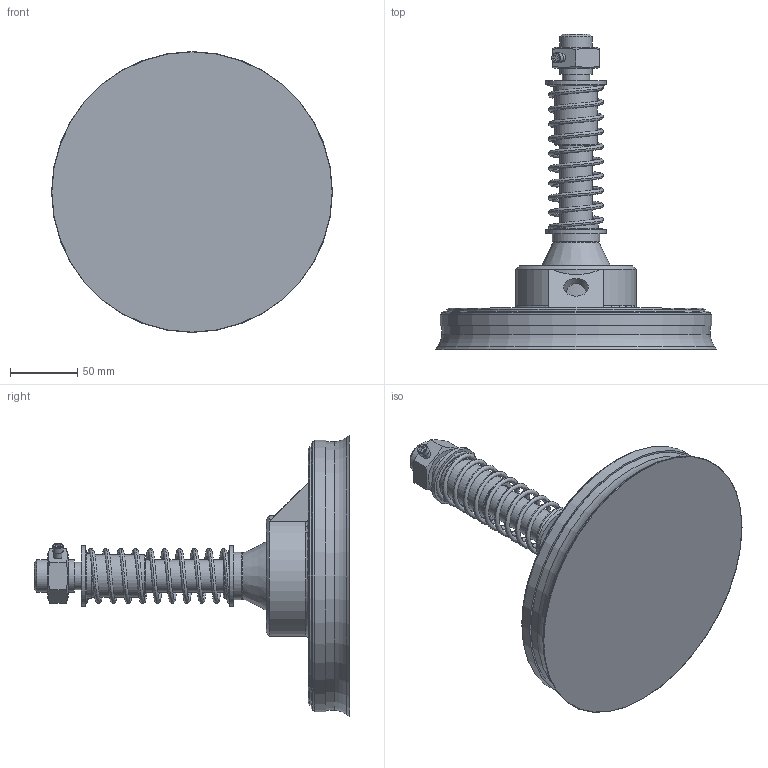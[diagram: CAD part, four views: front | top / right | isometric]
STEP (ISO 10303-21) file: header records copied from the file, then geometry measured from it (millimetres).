
FILE_DESCRIPTION(/* description */ (''),/* implementation_level */ '2;1');
FILE_NAME(/* name */ 'vpdcm60200sh30sb.stp',/* time_stamp */ '2025-11-25T08:54:02+01:00',/* author */ ('enginyeria4'),/* organization */ (''),/* preprocessor_version */ 'ST-DEVELOPER v20',/* originating_system */ 'Autodesk Inventor 2024',/* authorisation */ '');
FILE_SCHEMA (('AUTOMOTIVE_DESIGN { 1 0 10303 214 3 1 1 }'));
Length unit declared in the file: millimetre
Products named in the file (1): Pieza1
Bounding box: 209.53 x 235.53 x 209.53 mm (x, y, z)
Volume: 1340880.5 mm3; surface area: 148876.4 mm2
Topology: 1 solids, 2 shells, 96 faces, 199 edges, 130 vertices
Faces by surface type: plane 49, cylinder 25, cone 15, torus 5, bspline 2
Full cylindrical faces by diameter (mm): 6 x1, 7.6 x1, 12 x1, 18.631 x1, 20.32 x1, 24 x3, 25 x1, 32 x1, 33 x2, 35.5 x1, 45 x2, 193 x1, 198.851 x1, 198.9 x1, 200.051 x2, 202.9 x1
Entity records: 5421 total; most frequent: CARTESIAN_POINT 3221, DIRECTION 435, ORIENTED_EDGE 398, EDGE_CURVE 199, AXIS2_PLACEMENT_3D 180, VERTEX_POINT 130, EDGE_LOOP 123, FACE_OUTER_BOUND 96
